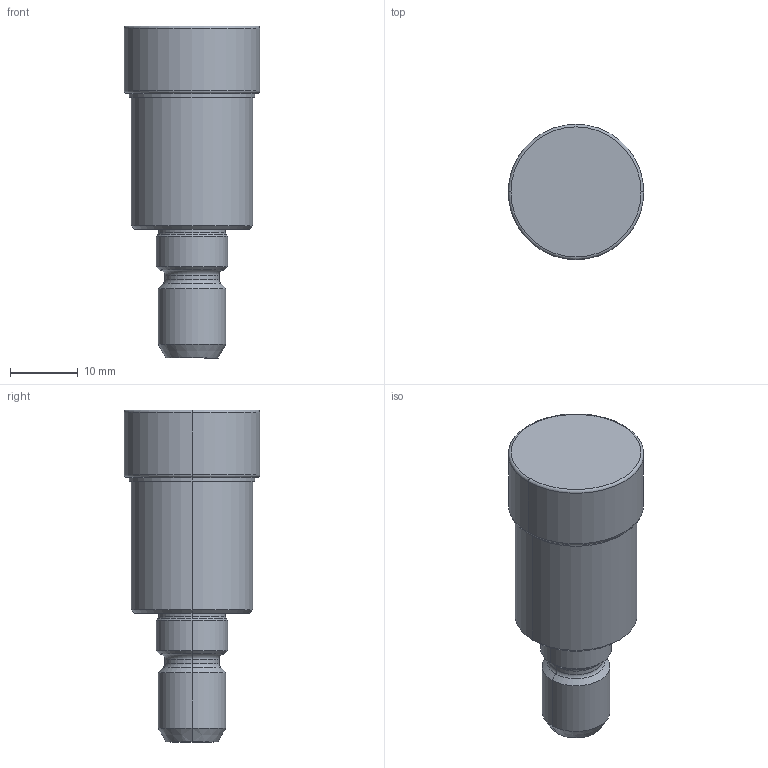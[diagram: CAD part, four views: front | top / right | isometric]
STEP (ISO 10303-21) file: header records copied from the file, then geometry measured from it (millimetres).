
FILE_DESCRIPTION (( 'STEP AP214' ), '1' );
FILE_NAME ('99802-M10-20A10.STEP', '2017-01-09T11:15:44', ( 'User' ), ( 'GENUINE' ), 'SwSTEP 2.0', 'SolidWorks 2012', '' );
FILE_SCHEMA (( 'AUTOMOTIVE_DESIGN' ));
Length unit declared in the file: millimetre
Products named in the file (1): 99802-M10-20A10
Bounding box: 20 x 20 x 49 mm (x, y, z)
Volume: 9652.3 mm3; surface area: 2948.9 mm2
Topology: 1 solids, 1 shells, 44 faces, 86 edges, 46 vertices
Faces by surface type: cylinder 14, cone 14, torus 12, plane 4
Entity records: 1249 total; most frequent: DIRECTION 234, CARTESIAN_POINT 177, ORIENTED_EDGE 172, AXIS2_PLACEMENT_3D 103, EDGE_CURVE 86, CIRCLE 58, VERTEX_POINT 46, EDGE_LOOP 46
